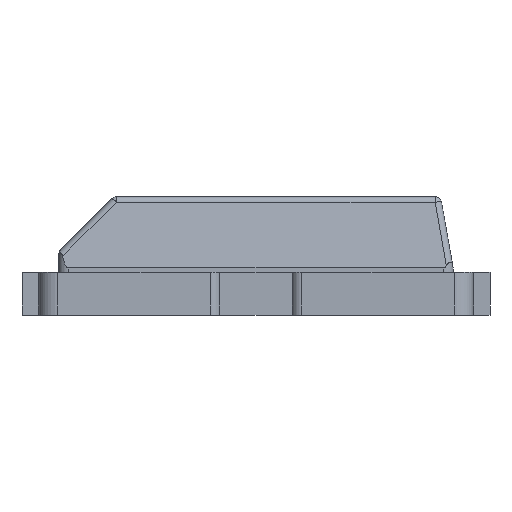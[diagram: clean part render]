
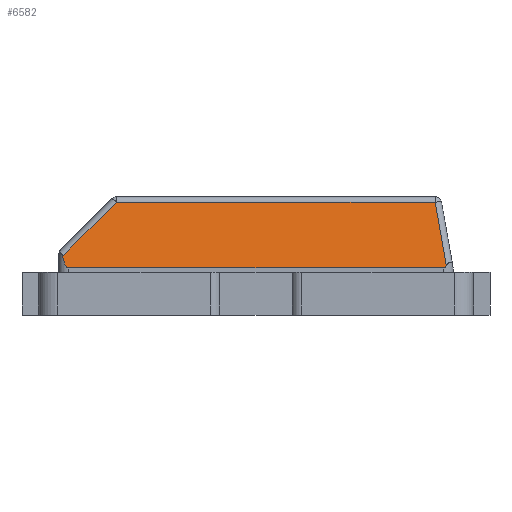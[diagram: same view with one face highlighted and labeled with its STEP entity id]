
A CAD part, front view. The second image highlights one B-rep face of the part: STEP entity #6582.
In plain terms, the highlighted planar face has unit normal (0, -0.985, 0.174).
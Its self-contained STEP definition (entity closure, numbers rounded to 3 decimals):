
#111 = ORIENTED_EDGE ( 'NONE', *, *, #6141, .F. ) ;
#256 = CARTESIAN_POINT ( 'NONE',  ( -2.482, -2.543, 1.424 ) ) ;
#333 = CARTESIAN_POINT ( 'NONE',  ( -2.934, -2.665, 0.73 ) ) ;
#335 = LINE ( 'NONE', #256, #5304 ) ;
#787 = AXIS2_PLACEMENT_3D ( 'NONE', #6178, #5527, #3915 ) ;
#789 = FACE_OUTER_BOUND ( 'NONE', #3256, .T. ) ;
#828 = ORIENTED_EDGE ( 'NONE', *, *, #4454, .F. ) ;
#881 = VERTEX_POINT ( 'NONE', #904 ) ;
#904 = CARTESIAN_POINT ( 'NONE',  ( -2.993, -2.633, 0.913 ) ) ;
#971 = CARTESIAN_POINT ( 'NONE',  ( -2.2, -2.486, 1.747 ) ) ;
#1297 = ORIENTED_EDGE ( 'NONE', *, *, #2365, .T. ) ;
#1492 = CARTESIAN_POINT ( 'NONE',  ( -2.9, -2.665, 0.73 ) ) ;
#1623 = DIRECTION ( 'NONE',  ( -1., 0., 0. ) ) ;
#1700 = CARTESIAN_POINT ( 'NONE',  ( 2.945, -2.658, 0.769 ) ) ;
#1718 = VECTOR ( 'NONE', #1623, 1000. ) ;
#1782 = EDGE_CURVE ( 'NONE', #6106, #4161, #3568, .T. ) ;
#2117 = CARTESIAN_POINT ( 'NONE',  ( -2.993, -2.633, 0.913 ) ) ;
#2320 = EDGE_CURVE ( 'NONE', #4891, #3228, #4252, .T. ) ;
#2361 = DIRECTION ( 'NONE',  ( -1., 0., 0. ) ) ;
#2365 = EDGE_CURVE ( 'NONE', #6199, #881, #335, .T. ) ;
#2434 = CARTESIAN_POINT ( 'NONE',  ( 2.9, -2.665, 0.73 ) ) ;
#2442 = CARTESIAN_POINT ( 'NONE',  ( -2.9, -2.665, 0.73 ) ) ;
#2550 = CARTESIAN_POINT ( 'NONE',  ( 2.945, -2.658, 0.769 ) ) ;
#2664 = CARTESIAN_POINT ( 'NONE',  ( -2.9, -2.665, 0.73 ) ) ;
#2700 = DIRECTION ( 'NONE',  ( -0.702, -0.124, -0.702 ) ) ;
#2882 = CARTESIAN_POINT ( 'NONE',  ( 2.93, -2.663, 0.743 ) ) ;
#2935 =( BOUNDED_CURVE ( )  B_SPLINE_CURVE ( 3, ( #1700, #2882, #3578, #2434 ),
 .UNSPECIFIED., .F., .F. ) 
 B_SPLINE_CURVE_WITH_KNOTS ( ( 4, 4 ),
 ( 5.981, 6.283 ),
 .UNSPECIFIED. ) 
 CURVE ( )  GEOMETRIC_REPRESENTATION_ITEM ( )  RATIONAL_B_SPLINE_CURVE ( ( 1., 0.992, 0.992, 1. ) ) 
 REPRESENTATION_ITEM ( '' )  );
#2951 = DIRECTION ( 'NONE',  ( -0.171, 0.171, 0.97 ) ) ;
#2996 = CARTESIAN_POINT ( 'NONE',  ( -2.159, -2.486, 1.747 ) ) ;
#3173 = PLANE ( 'NONE',  #787 ) ;
#3228 = VERTEX_POINT ( 'NONE', #1492 ) ;
#3256 = EDGE_LOOP ( 'NONE', ( #828, #5842, #6601, #1297, #111, #3453 ) ) ;
#3370 = CARTESIAN_POINT ( 'NONE',  ( -2.966, -2.654, 0.793 ) ) ;
#3453 = ORIENTED_EDGE ( 'NONE', *, *, #2320, .F. ) ;
#3464 = CARTESIAN_POINT ( 'NONE',  ( 2.772, -2.486, 1.747 ) ) ;
#3568 = LINE ( 'NONE', #5268, #6266 ) ;
#3578 = CARTESIAN_POINT ( 'NONE',  ( 2.915, -2.665, 0.73 ) ) ;
#3915 = DIRECTION ( 'NONE',  ( 1., 0., 0. ) ) ;
#4161 = VERTEX_POINT ( 'NONE', #3464 ) ;
#4252 = LINE ( 'NONE', #2442, #5795 ) ;
#4454 = EDGE_CURVE ( 'NONE', #6106, #4891, #2935, .T. ) ;
#4516 = EDGE_CURVE ( 'NONE', #4161, #6199, #6759, .T. ) ;
#4891 = VERTEX_POINT ( 'NONE', #7201 ) ;
#5012 =( BOUNDED_CURVE ( )  B_SPLINE_CURVE ( 3, ( #2664, #333, #3370, #2117 ),
 .UNSPECIFIED., .F., .T. ) 
 B_SPLINE_CURVE_WITH_KNOTS ( ( 4, 4 ),
 ( 0., 0.668 ),
 .UNSPECIFIED. ) 
 CURVE ( )  GEOMETRIC_REPRESENTATION_ITEM ( )  RATIONAL_B_SPLINE_CURVE ( ( 1., 0.963, 0.963, 1. ) ) 
 REPRESENTATION_ITEM ( '' )  );
#5268 = CARTESIAN_POINT ( 'NONE',  ( 2.592, -2.305, 2.769 ) ) ;
#5304 = VECTOR ( 'NONE', #2700, 1000. ) ;
#5527 = DIRECTION ( 'NONE',  ( 0., 0.985, -0.174 ) ) ;
#5795 = VECTOR ( 'NONE', #2361, 1000. ) ;
#5842 = ORIENTED_EDGE ( 'NONE', *, *, #1782, .T. ) ;
#6106 = VERTEX_POINT ( 'NONE', #2550 ) ;
#6141 = EDGE_CURVE ( 'NONE', #3228, #881, #5012, .T. ) ;
#6178 = CARTESIAN_POINT ( 'NONE',  ( -2.9, -2.471, 1.83 ) ) ;
#6199 = VERTEX_POINT ( 'NONE', #2996 ) ;
#6266 = VECTOR ( 'NONE', #2951, 1000. ) ;
#6582 = ADVANCED_FACE ( 'NONE', ( #789 ), #3173, .F. ) ;
#6601 = ORIENTED_EDGE ( 'NONE', *, *, #4516, .T. ) ;
#6759 = LINE ( 'NONE', #971, #1718 ) ;
#7201 = CARTESIAN_POINT ( 'NONE',  ( 2.9, -2.665, 0.73 ) ) ;
